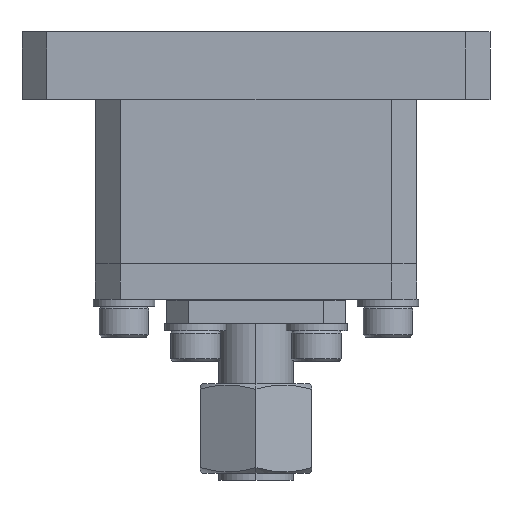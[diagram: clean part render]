
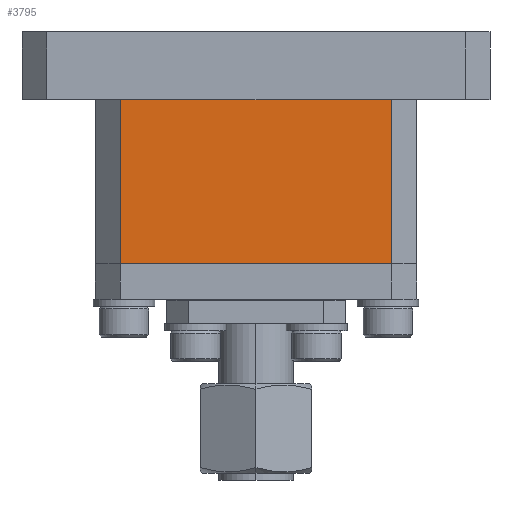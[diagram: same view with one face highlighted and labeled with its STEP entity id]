
A CAD part, front view. The second image highlights one B-rep face of the part: STEP entity #3795.
In plain terms, the highlighted planar face has unit normal (0, -1, 0).
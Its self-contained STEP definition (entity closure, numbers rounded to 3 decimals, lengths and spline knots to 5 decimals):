
#137 = DIRECTION ( 'NONE',  ( 0., 1., 0. ) ) ;
#694 = AXIS2_PLACEMENT_3D ( 'NONE', #2624, #137, #30025 ) ;
#2624 = CARTESIAN_POINT ( 'NONE',  ( -1.89281, -0.20721, 0.37331 ) ) ;
#2805 = ORIENTED_EDGE ( 'NONE', *, *, #5992, .T. ) ;
#3795 = ADVANCED_FACE ( 'NONE', ( #9775 ), #10767, .F. ) ;
#4515 = CARTESIAN_POINT ( 'NONE',  ( -1.06281, -0.20721, 0.83331 ) ) ;
#5992 = EDGE_CURVE ( 'NONE', #32589, #14529, #31381, .T. ) ;
#7203 = VERTEX_POINT ( 'NONE', #20037 ) ;
#7296 = ORIENTED_EDGE ( 'NONE', *, *, #15494, .T. ) ;
#8568 = ORIENTED_EDGE ( 'NONE', *, *, #19261, .T. ) ;
#8969 = VECTOR ( 'NONE', #17159, 39.37008 ) ;
#9775 = FACE_OUTER_BOUND ( 'NONE', #10160, .T. ) ;
#10160 = EDGE_LOOP ( 'NONE', ( #2805, #7296, #28934, #8568 ) ) ;
#10266 = DIRECTION ( 'NONE',  ( 0., 0., -1. ) ) ;
#10368 = DIRECTION ( 'NONE',  ( 0., 0., 1. ) ) ;
#10767 = PLANE ( 'NONE',  #694 ) ;
#12489 = DIRECTION ( 'NONE',  ( -1., 0., 0. ) ) ;
#12872 = EDGE_CURVE ( 'NONE', #7203, #23015, #16199, .T. ) ;
#13127 = CARTESIAN_POINT ( 'NONE',  ( -1.82281, -0.20721, 0.37331 ) ) ;
#14529 = VERTEX_POINT ( 'NONE', #17663 ) ;
#14540 = CARTESIAN_POINT ( 'NONE',  ( -1.89281, -0.20721, 0.37331 ) ) ;
#15494 = EDGE_CURVE ( 'NONE', #14529, #23015, #27434, .T. ) ;
#16199 = LINE ( 'NONE', #14540, #8969 ) ;
#17159 = DIRECTION ( 'NONE',  ( -1., 0., 0. ) ) ;
#17246 = VECTOR ( 'NONE', #10266, 39.37008 ) ;
#17663 = CARTESIAN_POINT ( 'NONE',  ( -1.82281, -0.20721, 0.83331 ) ) ;
#19261 = EDGE_CURVE ( 'NONE', #7203, #32589, #32787, .T. ) ;
#20037 = CARTESIAN_POINT ( 'NONE',  ( -1.06281, -0.20721, 0.37331 ) ) ;
#23015 = VERTEX_POINT ( 'NONE', #26078 ) ;
#26078 = CARTESIAN_POINT ( 'NONE',  ( -1.82281, -0.20721, 0.37331 ) ) ;
#27434 = LINE ( 'NONE', #13127, #17246 ) ;
#28428 = VECTOR ( 'NONE', #12489, 39.37008 ) ;
#28562 = VECTOR ( 'NONE', #10368, 39.37008 ) ;
#28919 = CARTESIAN_POINT ( 'NONE',  ( -1.89281, -0.20721, 0.83331 ) ) ;
#28934 = ORIENTED_EDGE ( 'NONE', *, *, #12872, .F. ) ;
#30025 = DIRECTION ( 'NONE',  ( -1., 0., 0. ) ) ;
#31381 = LINE ( 'NONE', #28919, #28428 ) ;
#32346 = CARTESIAN_POINT ( 'NONE',  ( -1.06281, -0.20721, 0.37331 ) ) ;
#32589 = VERTEX_POINT ( 'NONE', #4515 ) ;
#32787 = LINE ( 'NONE', #32346, #28562 ) ;
